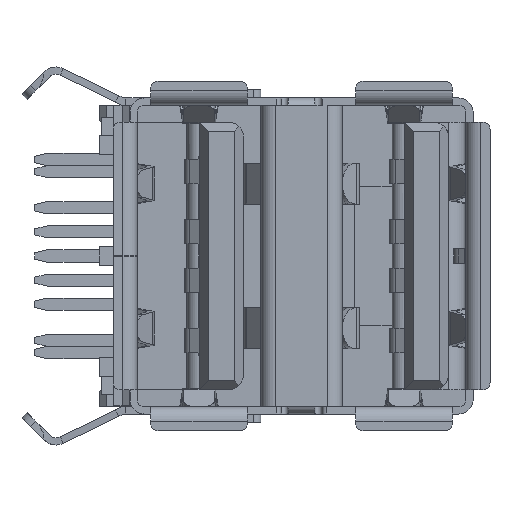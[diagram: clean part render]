
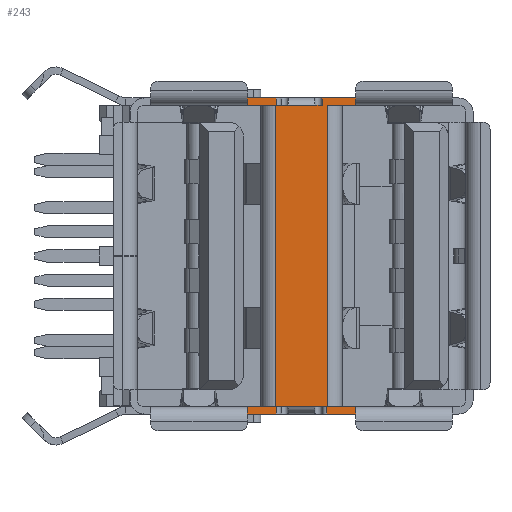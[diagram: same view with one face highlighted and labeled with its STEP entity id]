
A CAD part, front view. The second image highlights one B-rep face of the part: STEP entity #243.
In plain terms, the highlighted planar face has unit normal (0, -1, 0).
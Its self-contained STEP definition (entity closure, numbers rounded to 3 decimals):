
#243=ADVANCED_FACE('',(#1499),#1500,.F.);
#1499=FACE_OUTER_BOUND('',#3925,.T.);
#1500=PLANE('',#3926);
#3925=EDGE_LOOP('',(#8295,#8296,#8297,#8298,#8299,#8300,#8301,#8302,#8303,#8304,#8305,#8306,#8307,#8308,#8309,#8310,#8311,#8312,#8313,#8314));
#3926=AXIS2_PLACEMENT_3D('',#8315,#8316,#8317);
#8295=ORIENTED_EDGE('',*,*,#15610,.F.);
#8296=ORIENTED_EDGE('',*,*,#16172,.F.);
#8297=ORIENTED_EDGE('',*,*,#16173,.T.);
#8298=ORIENTED_EDGE('',*,*,#16174,.F.);
#8299=ORIENTED_EDGE('',*,*,#15602,.T.);
#8300=ORIENTED_EDGE('',*,*,#16175,.F.);
#8301=ORIENTED_EDGE('',*,*,#16176,.T.);
#8302=ORIENTED_EDGE('',*,*,#16177,.F.);
#8303=ORIENTED_EDGE('',*,*,#16178,.T.);
#8304=ORIENTED_EDGE('',*,*,#16179,.T.);
#8305=ORIENTED_EDGE('',*,*,#15866,.T.);
#8306=ORIENTED_EDGE('',*,*,#16180,.T.);
#8307=ORIENTED_EDGE('',*,*,#16181,.T.);
#8308=ORIENTED_EDGE('',*,*,#16182,.F.);
#8309=ORIENTED_EDGE('',*,*,#15858,.F.);
#8310=ORIENTED_EDGE('',*,*,#16169,.F.);
#8311=ORIENTED_EDGE('',*,*,#15822,.T.);
#8312=ORIENTED_EDGE('',*,*,#16183,.F.);
#8313=ORIENTED_EDGE('',*,*,#15683,.F.);
#8314=ORIENTED_EDGE('',*,*,#16184,.T.);
#8315=CARTESIAN_POINT('',(6.74,0.37,-12.95));
#8316=DIRECTION('',(-0.0,1.0,0.0));
#8317=DIRECTION('',(1.0,0.0,0.0));
#15602=EDGE_CURVE('',#18794,#18792,#18795,.T.);
#15610=EDGE_CURVE('',#18808,#18810,#18811,.T.);
#15683=EDGE_CURVE('',#18951,#18953,#18954,.T.);
#15822=EDGE_CURVE('',#19196,#19194,#19197,.T.);
#15858=EDGE_CURVE('',#19264,#19266,#19267,.T.);
#15866=EDGE_CURVE('',#19282,#19280,#19283,.T.);
#16169=EDGE_CURVE('',#19196,#19264,#19796,.T.);
#16172=EDGE_CURVE('',#19799,#18808,#19800,.T.);
#16173=EDGE_CURVE('',#19799,#19801,#19802,.T.);
#16174=EDGE_CURVE('',#18794,#19801,#19803,.T.);
#16175=EDGE_CURVE('',#19804,#18792,#19805,.T.);
#16176=EDGE_CURVE('',#19804,#19806,#19807,.T.);
#16177=EDGE_CURVE('',#19808,#19806,#19809,.T.);
#16178=EDGE_CURVE('',#19808,#19810,#19811,.T.);
#16179=EDGE_CURVE('',#19810,#19282,#19812,.T.);
#16180=EDGE_CURVE('',#19280,#19813,#19814,.T.);
#16181=EDGE_CURVE('',#19813,#19815,#19816,.T.);
#16182=EDGE_CURVE('',#19266,#19815,#19817,.T.);
#16183=EDGE_CURVE('',#18953,#19194,#19818,.T.);
#16184=EDGE_CURVE('',#18951,#18810,#19819,.T.);
#18792=VERTEX_POINT('',#23831);
#18794=VERTEX_POINT('',#23834);
#18795=LINE('',#23835,#23836);
#18808=VERTEX_POINT('',#23852);
#18810=VERTEX_POINT('',#23854);
#18811=LINE('',#23855,#23856);
#18951=VERTEX_POINT('',#24075);
#18953=VERTEX_POINT('',#24078);
#18954=LINE('',#24079,#24080);
#19194=VERTEX_POINT('',#24503);
#19196=VERTEX_POINT('',#24505);
#19197=LINE('',#24506,#24507);
#19264=VERTEX_POINT('',#24619);
#19266=VERTEX_POINT('',#24622);
#19267=LINE('',#24623,#24624);
#19280=VERTEX_POINT('',#24644);
#19282=VERTEX_POINT('',#24647);
#19283=LINE('',#24648,#24649);
#19796=LINE('',#25481,#25482);
#19799=VERTEX_POINT('',#25487);
#19800=LINE('',#25488,#25489);
#19801=VERTEX_POINT('',#25490);
#19802=LINE('',#25491,#25492);
#19803=LINE('',#25493,#25494);
#19804=VERTEX_POINT('',#25495);
#19805=LINE('',#25496,#25497);
#19806=VERTEX_POINT('',#25498);
#19807=LINE('',#25499,#25500);
#19808=VERTEX_POINT('',#25501);
#19809=LINE('',#25502,#25503);
#19810=VERTEX_POINT('',#25504);
#19811=LINE('',#25505,#25506);
#19812=LINE('',#25507,#25508);
#19813=VERTEX_POINT('',#25509);
#19814=LINE('',#25510,#25511);
#19815=VERTEX_POINT('',#25512);
#19816=LINE('',#25513,#25514);
#19817=LINE('',#25515,#25516);
#19818=LINE('',#25517,#25518);
#19819=LINE('',#25519,#25520);
#23831=CARTESIAN_POINT('',(10.64,0.37,-13.1));
#23834=CARTESIAN_POINT('',(9.44,0.37,-13.1));
#23835=CARTESIAN_POINT('',(9.44,0.37,-13.1));
#23836=VECTOR('',#31225,1.2);
#23852=CARTESIAN_POINT('',(7.34,0.37,-13.1));
#23854=CARTESIAN_POINT('',(6.14,0.37,-13.1));
#23855=CARTESIAN_POINT('',(7.34,0.37,-13.1));
#23856=VECTOR('',#31241,1.2);
#24075=CARTESIAN_POINT('',(6.14,0.37,-12.8));
#24078=CARTESIAN_POINT('',(7.3,0.37,-12.8));
#24079=CARTESIAN_POINT('',(6.14,0.37,-12.8));
#24080=VECTOR('',#31340,1.16);
#24503=CARTESIAN_POINT('',(7.3,0.37,-0.3));
#24505=CARTESIAN_POINT('',(6.14,0.37,-0.3));
#24506=CARTESIAN_POINT('',(6.14,0.37,-0.3));
#24507=VECTOR('',#31494,1.16);
#24619=CARTESIAN_POINT('',(6.14,0.37,0.0));
#24622=CARTESIAN_POINT('',(7.34,0.37,0.0));
#24623=CARTESIAN_POINT('',(6.14,0.37,0.0));
#24624=VECTOR('',#31536,1.2);
#24644=CARTESIAN_POINT('',(9.24,0.37,0.0));
#24647=CARTESIAN_POINT('',(10.64,0.37,0.0));
#24648=CARTESIAN_POINT('',(10.64,0.37,0.0));
#24649=VECTOR('',#31549,1.4);
#25481=CARTESIAN_POINT('',(6.14,0.37,-0.3));
#25482=VECTOR('',#31970,0.3);
#25487=CARTESIAN_POINT('',(7.34,0.37,-12.8));
#25488=CARTESIAN_POINT('',(7.34,0.37,-12.8));
#25489=VECTOR('',#31973,0.3);
#25490=CARTESIAN_POINT('',(9.44,0.37,-12.8));
#25491=CARTESIAN_POINT('',(7.34,0.37,-12.8));
#25492=VECTOR('',#31974,2.1);
#25493=CARTESIAN_POINT('',(9.44,0.37,-13.1));
#25494=VECTOR('',#31975,0.3);
#25495=CARTESIAN_POINT('',(10.64,0.37,-12.8));
#25496=CARTESIAN_POINT('',(10.64,0.37,-12.8));
#25497=VECTOR('',#31976,0.3);
#25498=CARTESIAN_POINT('',(9.48,0.37,-12.8));
#25499=CARTESIAN_POINT('',(10.64,0.37,-12.8));
#25500=VECTOR('',#31977,1.16);
#25501=CARTESIAN_POINT('',(9.48,0.37,-0.3));
#25502=CARTESIAN_POINT('',(9.48,0.37,-0.3));
#25503=VECTOR('',#31978,12.5);
#25504=CARTESIAN_POINT('',(10.64,0.37,-0.3));
#25505=CARTESIAN_POINT('',(9.48,0.37,-0.3));
#25506=VECTOR('',#31979,1.16);
#25507=CARTESIAN_POINT('',(10.64,0.37,-0.3));
#25508=VECTOR('',#31980,0.3);
#25509=CARTESIAN_POINT('',(9.24,0.37,-0.3));
#25510=CARTESIAN_POINT('',(9.24,0.37,0.0));
#25511=VECTOR('',#31981,0.3);
#25512=CARTESIAN_POINT('',(7.34,0.37,-0.3));
#25513=CARTESIAN_POINT('',(9.24,0.37,-0.3));
#25514=VECTOR('',#31982,1.9);
#25515=CARTESIAN_POINT('',(7.34,0.37,0.0));
#25516=VECTOR('',#31983,0.3);
#25517=CARTESIAN_POINT('',(7.3,0.37,-12.8));
#25518=VECTOR('',#31984,12.5);
#25519=CARTESIAN_POINT('',(6.14,0.37,-12.8));
#25520=VECTOR('',#31985,0.3);
#31225=DIRECTION('',(1.0,0.0,0.0));
#31241=DIRECTION('',(-1.0,0.0,0.0));
#31340=DIRECTION('',(1.0,0.0,0.0));
#31494=DIRECTION('',(1.0,0.0,0.0));
#31536=DIRECTION('',(1.0,0.0,0.0));
#31549=DIRECTION('',(-1.0,0.0,0.0));
#31970=DIRECTION('',(0.0,0.0,1.0));
#31973=DIRECTION('',(0.0,0.0,-1.0));
#31974=DIRECTION('',(1.0,0.0,0.0));
#31975=DIRECTION('',(0.0,0.0,1.0));
#31976=DIRECTION('',(0.0,0.0,-1.0));
#31977=DIRECTION('',(-1.0,0.0,0.0));
#31978=DIRECTION('',(0.0,0.0,-1.0));
#31979=DIRECTION('',(1.0,0.0,0.0));
#31980=DIRECTION('',(0.0,0.0,1.0));
#31981=DIRECTION('',(0.0,0.0,-1.0));
#31982=DIRECTION('',(-1.0,0.0,0.0));
#31983=DIRECTION('',(0.0,0.0,-1.0));
#31984=DIRECTION('',(0.0,0.0,1.0));
#31985=DIRECTION('',(0.0,0.0,-1.0));
